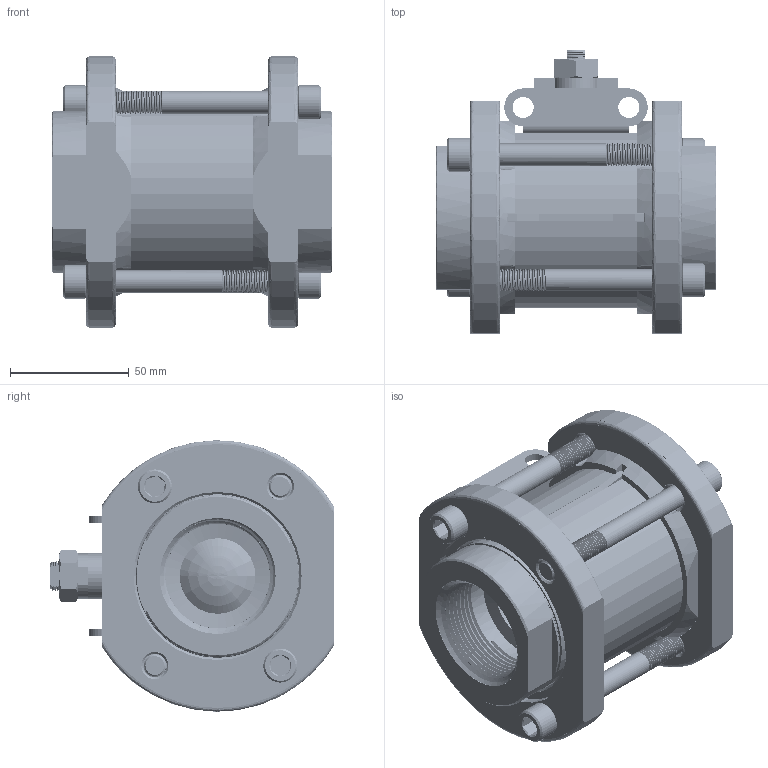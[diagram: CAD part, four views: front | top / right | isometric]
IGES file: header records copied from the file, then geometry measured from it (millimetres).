
Start section: SolidWorks IGES file using analytic representation for surfaces
Global section: file name: 22XXSESZ.igs; native system: SolidWorks 2017; preprocessor: SolidWorks 2017; author: ryanm; date: 180315.131942; units: inch
Bounding box: 118.11 x 119.08 x 114.05 mm (x, y, z)
Surface area: 177395.7 mm2 (no closed solid volume)
Topology: 0 solids, 0 shells, 1300 faces, 27855 edges, 27853 vertices
Faces by surface type: revolution 963, bspline 337
